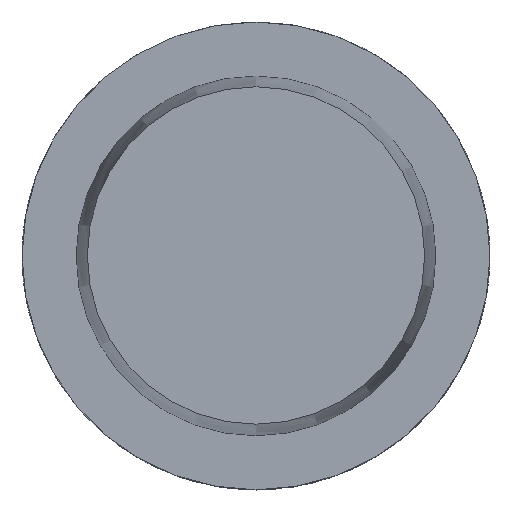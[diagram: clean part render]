
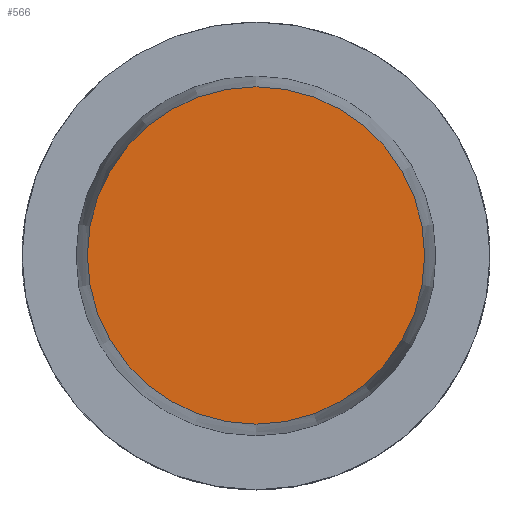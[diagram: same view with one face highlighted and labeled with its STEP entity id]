
A CAD part, top view. The second image highlights one B-rep face of the part: STEP entity #566.
In plain terms, the highlighted planar face has unit normal (0, 0, 1).
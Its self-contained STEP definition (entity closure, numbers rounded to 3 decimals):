
#372=EDGE_CURVE('240[2]',#865,#865,#866,.T.);
#566=ADVANCED_FACE('240[2]',(#1107),#1108,.T.);
#865=VERTEX_POINT('',#1580);
#866=CIRCLE('',#1581,22.715);
#1107=FACE_OUTER_BOUND('',#2124,.T.);
#1108=PLANE('',#2125);
#1580=CARTESIAN_POINT('',(0.,-22.715,32.0));
#1581=AXIS2_PLACEMENT_3D('',#2436,#2437,#2438);
#2124=EDGE_LOOP('',(#2725));
#2125=AXIS2_PLACEMENT_3D('',#2726,#2727,#2728);
#2436=CARTESIAN_POINT('',(0.,0.,32.0));
#2437=DIRECTION('',(0.,0.,-1.0));
#2438=DIRECTION('',(0.,-1.0,0.));
#2725=ORIENTED_EDGE('',*,*,#372,.F.);
#2726=CARTESIAN_POINT('',(0.,-11.357,32.0));
#2727=DIRECTION('',(0.,0.,1.0));
#2728=DIRECTION('',(1.0,0.,0.0));
